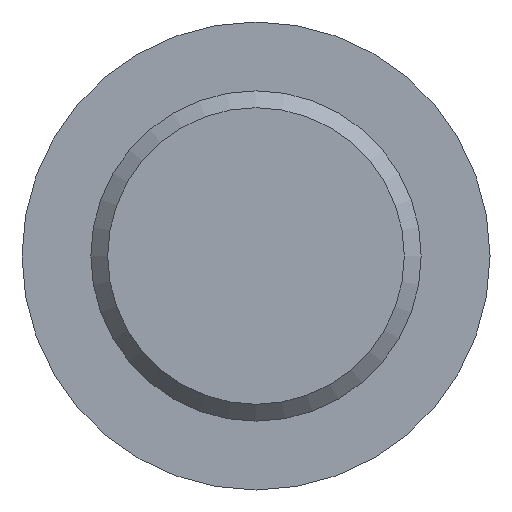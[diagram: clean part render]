
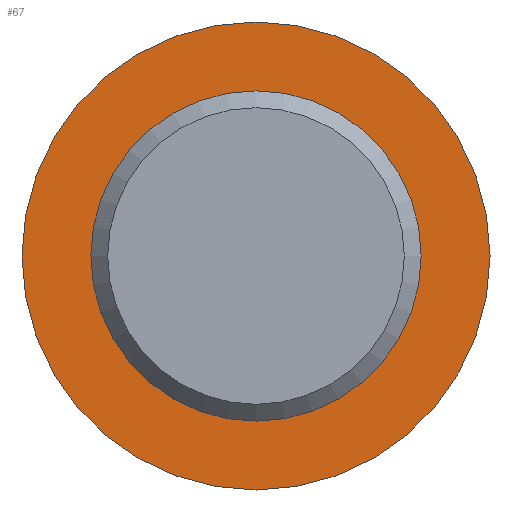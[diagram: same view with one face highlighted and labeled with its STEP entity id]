
A CAD part, front view. The second image highlights one B-rep face of the part: STEP entity #67.
In plain terms, the highlighted planar face has unit normal (0, -1, 0).
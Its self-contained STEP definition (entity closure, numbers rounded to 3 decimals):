
#67 = ADVANCED_FACE( '', ( #139, #140 ), #141, .F. );
#139 = FACE_BOUND( '', #216, .T. );
#140 = FACE_OUTER_BOUND( '', #217, .T. );
#141 = PLANE( '', #218 );
#216 = EDGE_LOOP( '', ( #336 ) );
#217 = EDGE_LOOP( '', ( #337 ) );
#218 = AXIS2_PLACEMENT_3D( '', #338, #339, #340 );
#336 = ORIENTED_EDGE( '', *, *, #449, .F. );
#337 = ORIENTED_EDGE( '', *, *, #450, .T. );
#338 = CARTESIAN_POINT( '', ( 8.5, 0., 0. ) );
#339 = DIRECTION( '', ( 0., 1., 0. ) );
#340 = DIRECTION( '', ( 0., 0., 1. ) );
#449 = EDGE_CURVE( '', #527, #527, #528, .T. );
#450 = EDGE_CURVE( '', #529, #529, #530, .T. );
#527 = VERTEX_POINT( '', #679 );
#528 = CIRCLE( '', #680, 6. );
#529 = VERTEX_POINT( '', #681 );
#530 = CIRCLE( '', #682, 8.5 );
#679 = CARTESIAN_POINT( '', ( 0., 0., -6. ) );
#680 = AXIS2_PLACEMENT_3D( '', #748, #749, #750 );
#681 = CARTESIAN_POINT( '', ( 0., 0., -8.5 ) );
#682 = AXIS2_PLACEMENT_3D( '', #751, #752, #753 );
#748 = CARTESIAN_POINT( '', ( 0., 0., 0. ) );
#749 = DIRECTION( '', ( 0., -1., 0. ) );
#750 = DIRECTION( '', ( 0., 0., -1. ) );
#751 = CARTESIAN_POINT( '', ( 0., 0., 0. ) );
#752 = DIRECTION( '', ( 0., -1., 0. ) );
#753 = DIRECTION( '', ( 0., 0., -1. ) );
